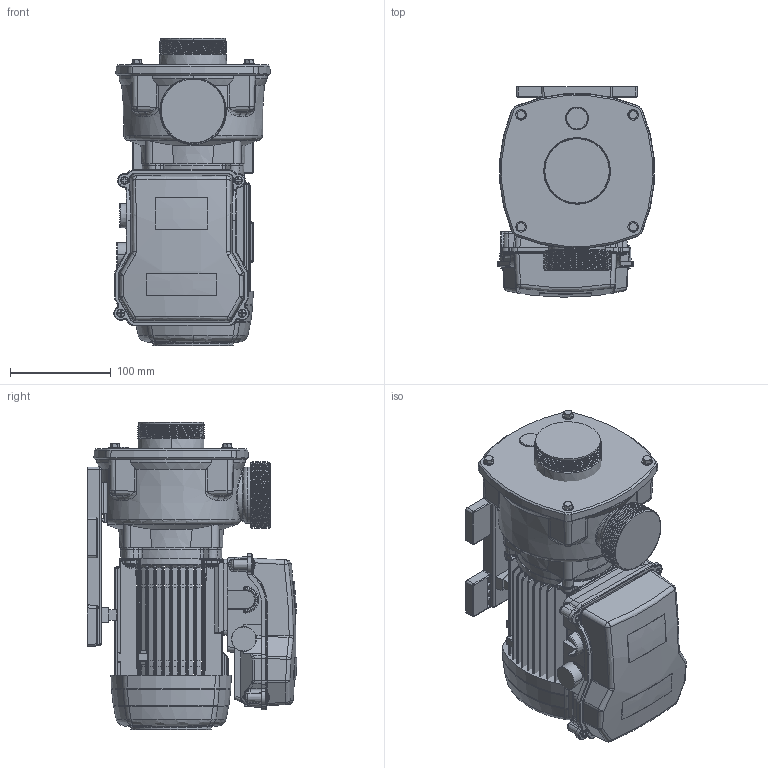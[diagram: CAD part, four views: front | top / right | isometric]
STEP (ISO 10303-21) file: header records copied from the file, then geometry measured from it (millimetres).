
FILE_DESCRIPTION((''),'2;1');
FILE_NAME('PISCIS3_SW0001','2020-10-07T',('Usuari'),(''),'PRO/ENGINEER BY PARAMETRIC TECHNOLOGY CORPORATION, 2011490','PRO/ENGINEER BY PARAMETRIC TECHNOLOGY CORPORATION, 2011490','');
FILE_SCHEMA(('CONFIG_CONTROL_DESIGN'));
Products named in the file (1): PISCIS3_SW0001
Bounding box: 155.49 x 208.49 x 305.5 mm (x, y, z)
Surface area: 418075.5 mm2 (no closed solid volume)
Topology: 0 solids, 50 shells, 2017 faces, 6576 edges, 4427 vertices
Faces by surface type: cylinder 610, bspline 548, plane 460, cone 194, torus 166, sphere 39
Entity records: 98856 total; most frequent: CARTESIAN_POINT 48645, ORIENTED_EDGE 10517, DIRECTION 8966, EDGE_CURVE 6576, VERTEX_POINT 4427, AXIS2_PLACEMENT_3D 3435, B_SPLINE_CURVE_WITH_KNOTS 2514, VECTOR 2096
